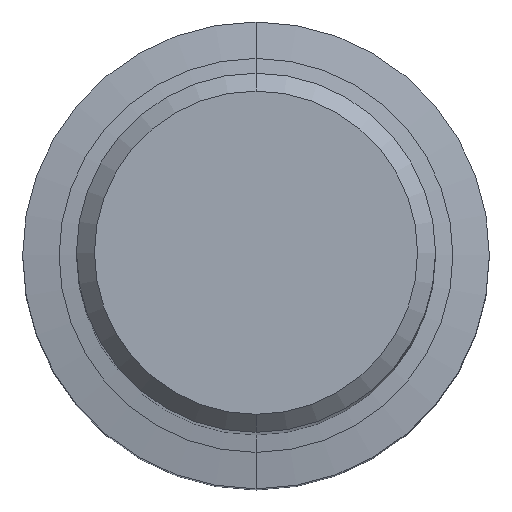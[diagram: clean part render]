
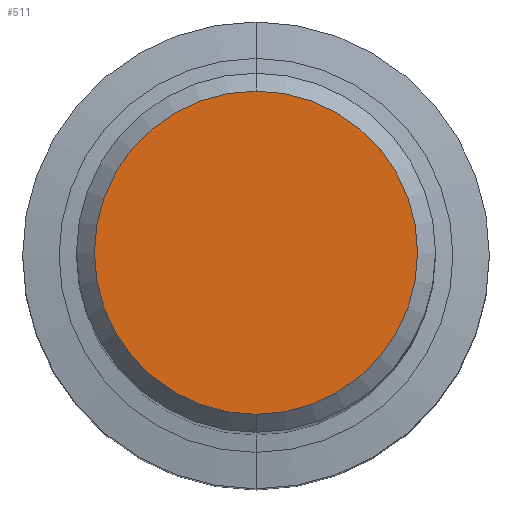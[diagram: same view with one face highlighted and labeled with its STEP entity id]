
A CAD part, top view. The second image highlights one B-rep face of the part: STEP entity #511.
In plain terms, the highlighted planar face has unit normal (0, 0, 1).
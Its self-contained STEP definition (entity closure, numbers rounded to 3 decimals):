
#507=VERTEX_POINT('',#897);
#511=ADVANCED_FACE('',(#902),#903,.T.);
#513=EDGE_CURVE('',#507,#523,#905,.T.);
#523=VERTEX_POINT('',#915);
#533=EDGE_CURVE('',#523,#507,#925,.T.);
#897=CARTESIAN_POINT('',(0.0,9.0,0.0));
#902=FACE_OUTER_BOUND('',#1621,.T.);
#903=PLANE('',#1622);
#905=CIRCLE('',#1625,9.0);
#915=CARTESIAN_POINT('',(0.,-9.0,0.0));
#925=CIRCLE('',#1703,9.0);
#1621=EDGE_LOOP('',(#2120,#2121));
#1622=AXIS2_PLACEMENT_3D('',#2122,#2123,#2124);
#1625=AXIS2_PLACEMENT_3D('',#2125,#2126,#2127);
#1703=AXIS2_PLACEMENT_3D('',#2136,#2137,#2138);
#2120=ORIENTED_EDGE('',*,*,#513,.F.);
#2121=ORIENTED_EDGE('',*,*,#533,.F.);
#2122=CARTESIAN_POINT('',(0.0,4.5,0.0));
#2123=DIRECTION('',(-0.0,0.0,1.0));
#2124=DIRECTION('',(0.0,-1.0,0.0));
#2125=CARTESIAN_POINT('',(0.0,0.0,0.0));
#2126=DIRECTION('',(0.0,0.0,-1.0));
#2127=DIRECTION('',(0.0,1.0,0.0));
#2136=CARTESIAN_POINT('',(0.0,0.0,0.0));
#2137=DIRECTION('',(0.0,0.0,-1.0));
#2138=DIRECTION('',(0.0,1.0,0.0));
